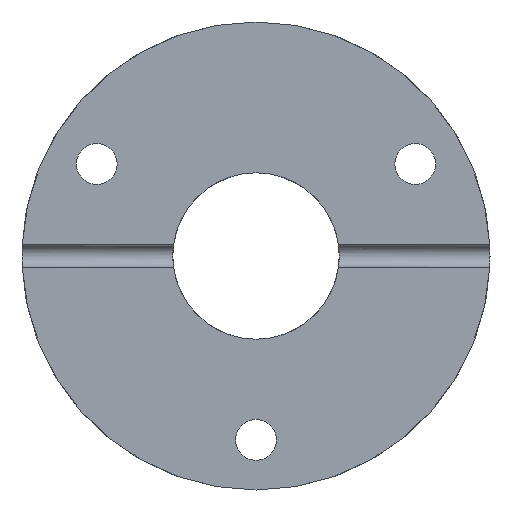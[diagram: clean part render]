
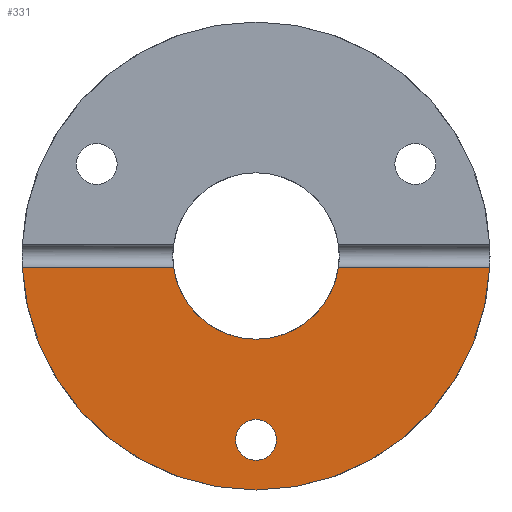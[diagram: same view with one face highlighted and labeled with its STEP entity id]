
A CAD part, front view. The second image highlights one B-rep face of the part: STEP entity #331.
In plain terms, the highlighted planar face has unit normal (0, -1, 0).
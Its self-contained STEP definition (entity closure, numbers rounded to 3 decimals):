
#10 = DIRECTION ( 'NONE',  ( 1., 0., 0. ) ) ;
#43 = DIRECTION ( 'NONE',  ( 0., -1., 0. ) ) ;
#83 = DIRECTION ( 'NONE',  ( 0., 0., -1. ) ) ;
#113 = CARTESIAN_POINT ( 'NONE',  ( -35., 0., -1.5 ) ) ;
#123 = LINE ( 'NONE', #113, #307 ) ;
#136 = PLANE ( 'NONE',  #267 ) ;
#140 = CARTESIAN_POINT ( 'NONE',  ( 0., 0., 0. ) ) ;
#150 = CARTESIAN_POINT ( 'NONE',  ( 31.5, 0., 0. ) ) ;
#164 = DIRECTION ( 'NONE',  ( 0., -1., 0. ) ) ;
#167 = DIRECTION ( 'NONE',  ( 0., 0., -1. ) ) ;
#222 = FACE_BOUND ( 'NONE', #979, .T. ) ;
#265 = AXIS2_PLACEMENT_3D ( 'NONE', #140, #164, #167 ) ;
#266 = AXIS2_PLACEMENT_3D ( 'NONE', #603, #568, #609 ) ;
#267 = AXIS2_PLACEMENT_3D ( 'NONE', #150, #43, #83 ) ;
#294 = AXIS2_PLACEMENT_3D ( 'NONE', #439, #442, #443 ) ;
#303 = AXIS2_PLACEMENT_3D ( 'NONE', #1287, #1239, #1330 ) ;
#307 = VECTOR ( 'NONE', #10, 1000. ) ;
#308 = FACE_OUTER_BOUND ( 'NONE', #957, .T. ) ;
#309 = VECTOR ( 'NONE', #456, 1000. ) ;
#324 = AXIS2_PLACEMENT_3D ( 'NONE', #518, #509, #451 ) ;
#331 = ADVANCED_FACE ( 'NONE', ( #308, #222 ), #136, .T. ) ;
#334 = EDGE_CURVE ( 'NONE', #895, #876, #1385, .T. ) ;
#343 = EDGE_CURVE ( 'NONE', #892, #871, #123, .T. ) ;
#363 = EDGE_CURVE ( 'NONE', #866, #877, #1343, .T. ) ;
#366 = EDGE_CURVE ( 'NONE', #876, #887, #459, .T. ) ;
#375 = EDGE_CURVE ( 'NONE', #892, #971, #1399, .T. ) ;
#415 = EDGE_CURVE ( 'NONE', #871, #895, #1335, .T. ) ;
#439 = CARTESIAN_POINT ( 'NONE',  ( 0., 0., 0. ) ) ;
#442 = DIRECTION ( 'NONE',  ( 0., -1., 0. ) ) ;
#443 = DIRECTION ( 'NONE',  ( 0., 0., -1. ) ) ;
#451 = DIRECTION ( 'NONE',  ( 0., 0., -1. ) ) ;
#456 = DIRECTION ( 'NONE',  ( 1., 0., 0. ) ) ;
#459 = LINE ( 'NONE', #553, #309 ) ;
#509 = DIRECTION ( 'NONE',  ( 0., -1., 0. ) ) ;
#518 = CARTESIAN_POINT ( 'NONE',  ( 0., 0., -24.75 ) ) ;
#553 = CARTESIAN_POINT ( 'NONE',  ( -35., 0., -1.5 ) ) ;
#568 = DIRECTION ( 'NONE',  ( 0., -1., 0. ) ) ;
#570 = CARTESIAN_POINT ( 'NONE',  ( 0., 0., 0. ) ) ;
#596 = DIRECTION ( 'NONE',  ( 0., -1., 0. ) ) ;
#603 = CARTESIAN_POINT ( 'NONE',  ( 0., 0., -24.75 ) ) ;
#609 = DIRECTION ( 'NONE',  ( 0., 0., -1. ) ) ;
#612 = DIRECTION ( 'NONE',  ( 0., 0., -1. ) ) ;
#650 = AXIS2_PLACEMENT_3D ( 'NONE', #570, #596, #612 ) ;
#866 = VERTEX_POINT ( 'NONE', #1304 ) ;
#871 = VERTEX_POINT ( 'NONE', #1242 ) ;
#876 = VERTEX_POINT ( 'NONE', #1253 ) ;
#877 = VERTEX_POINT ( 'NONE', #1232 ) ;
#887 = VERTEX_POINT ( 'NONE', #1223 ) ;
#892 = VERTEX_POINT ( 'NONE', #1329 ) ;
#895 = VERTEX_POINT ( 'NONE', #1230 ) ;
#957 = EDGE_LOOP ( 'NONE', ( #1138, #1144, #1132, #1125, #1131, #1149 ) ) ;
#971 = VERTEX_POINT ( 'NONE', #1258 ) ;
#979 = EDGE_LOOP ( 'NONE', ( #1126, #1152 ) ) ;
#1125 = ORIENTED_EDGE ( 'NONE', *, *, #366, .F. ) ;
#1126 = ORIENTED_EDGE ( 'NONE', *, *, #1411, .F. ) ;
#1131 = ORIENTED_EDGE ( 'NONE', *, *, #334, .F. ) ;
#1132 = ORIENTED_EDGE ( 'NONE', *, *, #1416, .T. ) ;
#1138 = ORIENTED_EDGE ( 'NONE', *, *, #343, .F. ) ;
#1144 = ORIENTED_EDGE ( 'NONE', *, *, #375, .T. ) ;
#1149 = ORIENTED_EDGE ( 'NONE', *, *, #415, .F. ) ;
#1152 = ORIENTED_EDGE ( 'NONE', *, *, #363, .F. ) ;
#1223 = CARTESIAN_POINT ( 'NONE',  ( 31.464, 0., -1.5 ) ) ;
#1230 = CARTESIAN_POINT ( 'NONE',  ( 0., 0., -11.2 ) ) ;
#1232 = CARTESIAN_POINT ( 'NONE',  ( 0., 0., -22. ) ) ;
#1239 = DIRECTION ( 'NONE',  ( 0., -1., 0. ) ) ;
#1242 = CARTESIAN_POINT ( 'NONE',  ( -11.099, 0., -1.5 ) ) ;
#1253 = CARTESIAN_POINT ( 'NONE',  ( 11.099, 0., -1.5 ) ) ;
#1258 = CARTESIAN_POINT ( 'NONE',  ( 0., 0., -31.5 ) ) ;
#1287 = CARTESIAN_POINT ( 'NONE',  ( 0., 0., 0. ) ) ;
#1304 = CARTESIAN_POINT ( 'NONE',  ( 0., 0., -27.5 ) ) ;
#1329 = CARTESIAN_POINT ( 'NONE',  ( -31.464, 0., -1.5 ) ) ;
#1330 = DIRECTION ( 'NONE',  ( 0., 0., -1. ) ) ;
#1335 = CIRCLE ( 'NONE', #303, 11.2 ) ;
#1343 = CIRCLE ( 'NONE', #324, 2.75 ) ;
#1353 = CIRCLE ( 'NONE', #650, 31.5 ) ;
#1372 = CIRCLE ( 'NONE', #266, 2.75 ) ;
#1385 = CIRCLE ( 'NONE', #265, 11.2 ) ;
#1399 = CIRCLE ( 'NONE', #294, 31.5 ) ;
#1411 = EDGE_CURVE ( 'NONE', #877, #866, #1372, .T. ) ;
#1416 = EDGE_CURVE ( 'NONE', #971, #887, #1353, .T. ) ;
